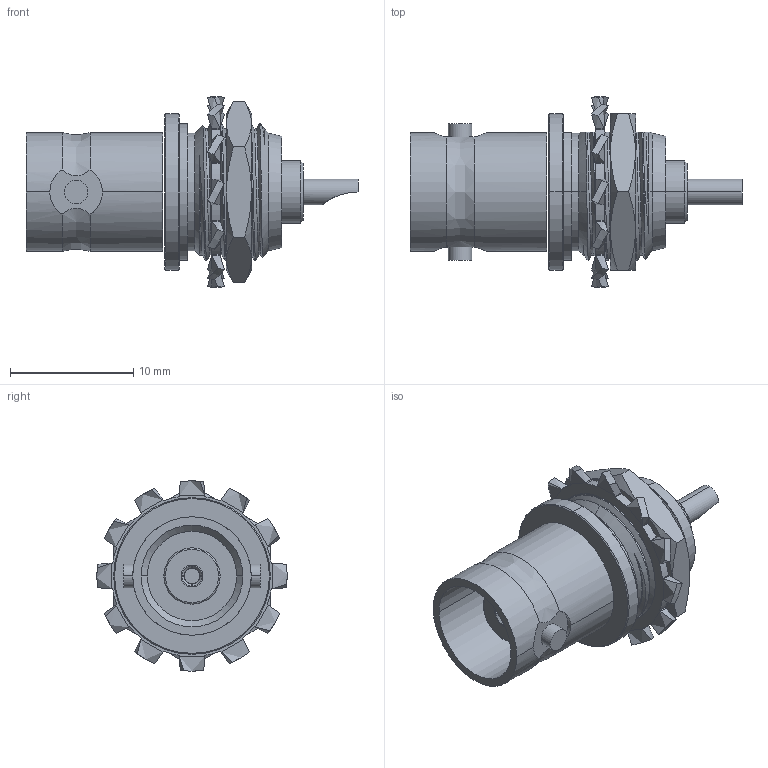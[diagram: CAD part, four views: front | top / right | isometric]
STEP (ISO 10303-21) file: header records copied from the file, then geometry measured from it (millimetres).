
FILE_DESCRIPTION (( 'STEP AP203' ), '1' );
FILE_NAME ('SC6261.step', '2018-11-20T16:51:02', ( '' ), ( '' ), 'SwSTEP 2.0', 'SolidWorks 2017', '' );
FILE_SCHEMA (( 'CONFIG_CONTROL_DESIGN' ));
Length unit declared in the file: inch
Products named in the file (1): SC6261
Bounding box: 26.92 x 15.43 x 15.43 mm (x, y, z)
Volume: 1401 mm3; surface area: 2072.9 mm2
Topology: 4 solids, 4 shells, 274 faces, 688 edges, 432 vertices
Faces by surface type: cylinder 88, bspline 77, plane 70, cone 37, torus 2
Entity records: 16246 total; most frequent: CARTESIAN_POINT 10292, ORIENTED_EDGE 1376, DIRECTION 1008, EDGE_CURVE 688, VERTEX_POINT 432, AXIS2_PLACEMENT_3D 353, LINE 302, VECTOR 302
